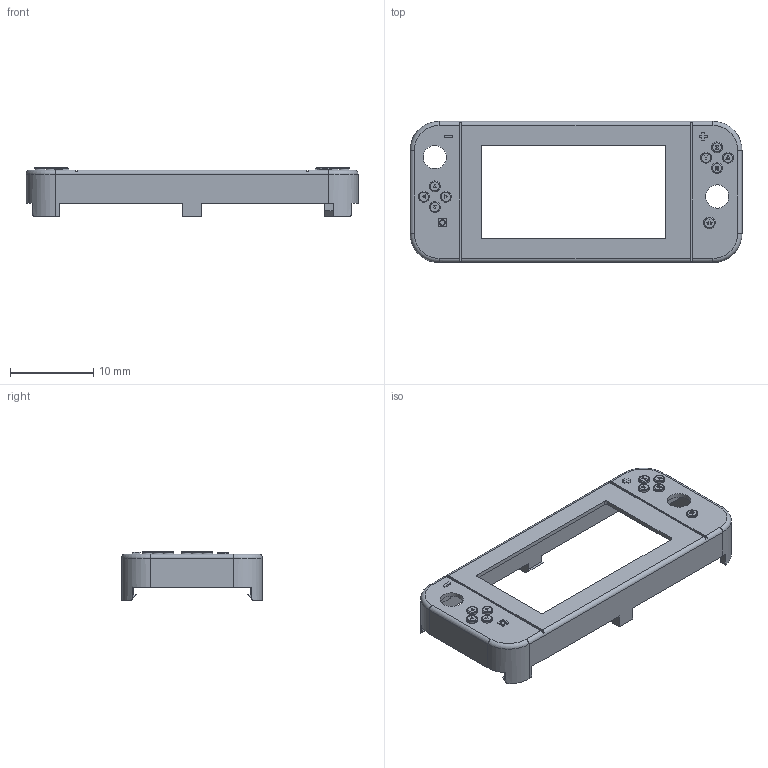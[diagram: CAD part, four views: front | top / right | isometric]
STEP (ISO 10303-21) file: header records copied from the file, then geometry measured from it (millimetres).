
FILE_DESCRIPTION(/* description */ (''),/* implementation_level */ '2;1');
FILE_NAME(/* name */ 'Switch-Ornament v1.3 Part A.step',/* time_stamp */ '2023-09-02T22:26:34+02:00',/* author */ (''),/* organization */ (''),/* preprocessor_version */ 'ST-DEVELOPER v20',/* originating_system */ 'Autodesk Translation Framework v12.9.0.99',/* authorisation */ '');
FILE_SCHEMA (('AUTOMOTIVE_DESIGN { 1 0 10303 214 3 1 1 }'));
Length unit declared in the file: millimetre
Products named in the file (1): Switch-Ornament v1.3 Part A
Bounding box: 40 x 17 x 5.9 mm (x, y, z)
Volume: 715.2 mm3; surface area: 1800.4 mm2
Topology: 1 solids, 1 shells, 303 faces, 759 edges, 486 vertices
Faces by surface type: plane 194, cylinder 79, torus 14, bspline 13, cone 3
Full cylindrical faces by diameter (mm): 0.7 x1, 1.3 x8, 1.4 x1, 2.1 x3, 2.8 x2
Entity records: 9296 total; most frequent: CARTESIAN_POINT 1820, DIRECTION 1541, ORIENTED_EDGE 1512, EDGE_CURVE 756, LINE 553, VECTOR 553, AXIS2_PLACEMENT_3D 494, VERTEX_POINT 485
